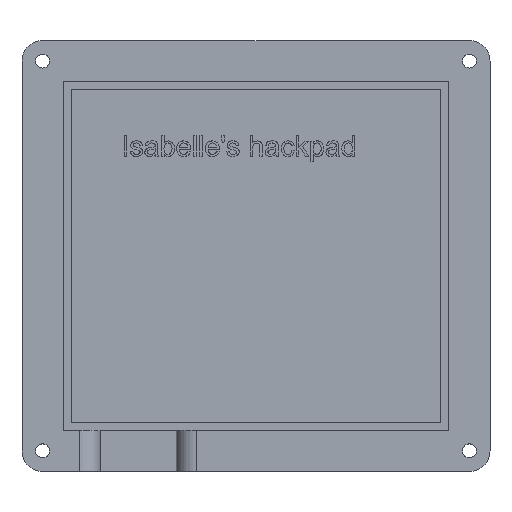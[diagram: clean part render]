
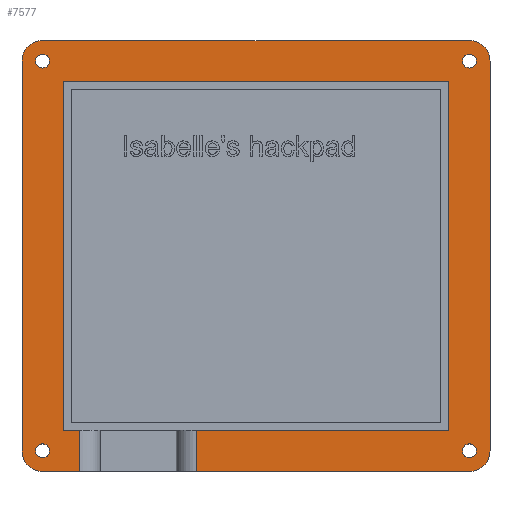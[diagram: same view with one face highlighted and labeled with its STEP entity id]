
A CAD part, top view. The second image highlights one B-rep face of the part: STEP entity #7577.
In plain terms, the highlighted planar face has unit normal (0, 0, 1).
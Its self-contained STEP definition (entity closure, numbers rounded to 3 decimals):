
#848=CIRCLE('',#7734,5.);
#849=CIRCLE('',#7735,5.);
#850=CIRCLE('',#7736,5.);
#851=CIRCLE('',#7737,5.);
#852=CIRCLE('',#7738,1.7);
#853=CIRCLE('',#7739,1.7);
#854=CIRCLE('',#7740,1.7);
#855=CIRCLE('',#7741,1.7);
#899=FACE_BOUND('',#1731,.T.);
#900=FACE_BOUND('',#1732,.T.);
#901=FACE_BOUND('',#1733,.T.);
#902=FACE_BOUND('',#1734,.T.);
#1293=FACE_OUTER_BOUND('',#1730,.T.);
#1730=EDGE_LOOP('',(#6928,#6929,#6930,#6931,#6932,#6933,#6934,#6935,#6936,
#6937,#6938,#6939,#6940,#6941,#6942,#6943));
#1731=EDGE_LOOP('',(#6944));
#1732=EDGE_LOOP('',(#6945));
#1733=EDGE_LOOP('',(#6946));
#1734=EDGE_LOOP('',(#6947));
#1788=LINE('',#8726,#2353);
#1792=LINE('',#8738,#2357);
#1795=LINE('',#8743,#2360);
#2300=LINE('',#15492,#2865);
#2301=LINE('',#15495,#2866);
#2302=LINE('',#15496,#2867);
#2303=LINE('',#15498,#2868);
#2304=LINE('',#15500,#2869);
#2305=LINE('',#15504,#2870);
#2306=LINE('',#15508,#2871);
#2307=LINE('',#15512,#2872);
#2308=LINE('',#15515,#2873);
#2353=VECTOR('',#7818,10.);
#2357=VECTOR('',#7826,10.);
#2360=VECTOR('',#7831,10.);
#2865=VECTOR('',#8544,10.);
#2866=VECTOR('',#8547,10.);
#2867=VECTOR('',#8548,10.);
#2868=VECTOR('',#8549,10.);
#2869=VECTOR('',#8550,10.);
#2870=VECTOR('',#8553,10.);
#2871=VECTOR('',#8556,10.);
#2872=VECTOR('',#8559,10.);
#2873=VECTOR('',#8562,10.);
#2913=VERTEX_POINT('',#8723);
#2914=VERTEX_POINT('',#8725);
#2919=VERTEX_POINT('',#8735);
#2920=VERTEX_POINT('',#8737);
#2921=VERTEX_POINT('',#8741);
#3620=VERTEX_POINT('',#15488);
#3622=VERTEX_POINT('',#15494);
#3623=VERTEX_POINT('',#15497);
#3624=VERTEX_POINT('',#15499);
#3625=VERTEX_POINT('',#15501);
#3626=VERTEX_POINT('',#15503);
#3627=VERTEX_POINT('',#15505);
#3628=VERTEX_POINT('',#15507);
#3629=VERTEX_POINT('',#15509);
#3630=VERTEX_POINT('',#15511);
#3631=VERTEX_POINT('',#15513);
#3632=VERTEX_POINT('',#15516);
#3633=VERTEX_POINT('',#15518);
#3634=VERTEX_POINT('',#15520);
#3635=VERTEX_POINT('',#15522);
#3676=EDGE_CURVE('',#2914,#2913,#1788,.T.);
#3682=EDGE_CURVE('',#2920,#2919,#1792,.T.);
#3685=EDGE_CURVE('',#2913,#2921,#1795,.T.);
#4735=EDGE_CURVE('',#2914,#3620,#2300,.T.);
#4736=EDGE_CURVE('',#2921,#3622,#2301,.T.);
#4737=EDGE_CURVE('',#3622,#2920,#2302,.T.);
#4738=EDGE_CURVE('',#3623,#2919,#2303,.T.);
#4739=EDGE_CURVE('',#3623,#3624,#2304,.T.);
#4740=EDGE_CURVE('',#3625,#3624,#848,.T.);
#4741=EDGE_CURVE('',#3625,#3626,#2305,.T.);
#4742=EDGE_CURVE('',#3627,#3626,#849,.T.);
#4743=EDGE_CURVE('',#3627,#3628,#2306,.T.);
#4744=EDGE_CURVE('',#3629,#3628,#850,.T.);
#4745=EDGE_CURVE('',#3629,#3630,#2307,.T.);
#4746=EDGE_CURVE('',#3631,#3630,#851,.T.);
#4747=EDGE_CURVE('',#3631,#3620,#2308,.T.);
#4748=EDGE_CURVE('',#3632,#3632,#852,.T.);
#4749=EDGE_CURVE('',#3633,#3633,#853,.T.);
#4750=EDGE_CURVE('',#3634,#3634,#854,.T.);
#4751=EDGE_CURVE('',#3635,#3635,#855,.T.);
#6928=ORIENTED_EDGE('',*,*,#4735,.F.);
#6929=ORIENTED_EDGE('',*,*,#3676,.T.);
#6930=ORIENTED_EDGE('',*,*,#3685,.T.);
#6931=ORIENTED_EDGE('',*,*,#4736,.T.);
#6932=ORIENTED_EDGE('',*,*,#4737,.T.);
#6933=ORIENTED_EDGE('',*,*,#3682,.T.);
#6934=ORIENTED_EDGE('',*,*,#4738,.F.);
#6935=ORIENTED_EDGE('',*,*,#4739,.T.);
#6936=ORIENTED_EDGE('',*,*,#4740,.F.);
#6937=ORIENTED_EDGE('',*,*,#4741,.T.);
#6938=ORIENTED_EDGE('',*,*,#4742,.F.);
#6939=ORIENTED_EDGE('',*,*,#4743,.T.);
#6940=ORIENTED_EDGE('',*,*,#4744,.F.);
#6941=ORIENTED_EDGE('',*,*,#4745,.T.);
#6942=ORIENTED_EDGE('',*,*,#4746,.F.);
#6943=ORIENTED_EDGE('',*,*,#4747,.T.);
#6944=ORIENTED_EDGE('',*,*,#4748,.T.);
#6945=ORIENTED_EDGE('',*,*,#4749,.T.);
#6946=ORIENTED_EDGE('',*,*,#4750,.T.);
#6947=ORIENTED_EDGE('',*,*,#4751,.T.);
#7179=PLANE('',#7733);
#7577=ADVANCED_FACE('',(#1293,#899,#900,#901,#902),#7179,.T.);
#7733=AXIS2_PLACEMENT_3D('',#15493,#8545,#8546);
#7734=AXIS2_PLACEMENT_3D('',#15502,#8551,#8552);
#7735=AXIS2_PLACEMENT_3D('',#15506,#8554,#8555);
#7736=AXIS2_PLACEMENT_3D('',#15510,#8557,#8558);
#7737=AXIS2_PLACEMENT_3D('',#15514,#8560,#8561);
#7738=AXIS2_PLACEMENT_3D('',#15517,#8563,#8564);
#7739=AXIS2_PLACEMENT_3D('',#15519,#8565,#8566);
#7740=AXIS2_PLACEMENT_3D('',#15521,#8567,#8568);
#7741=AXIS2_PLACEMENT_3D('',#15523,#8569,#8570);
#7818=DIRECTION('',(-1.,0.,0.));
#7826=DIRECTION('',(-1.,0.,0.));
#7831=DIRECTION('',(0.,1.,0.));
#8544=DIRECTION('',(0.,-1.,0.));
#8545=DIRECTION('center_axis',(0.,0.,1.));
#8546=DIRECTION('ref_axis',(1.,0.,0.));
#8547=DIRECTION('',(1.,0.,0.));
#8548=DIRECTION('',(0.,-1.,0.));
#8549=DIRECTION('',(0.,1.,0.));
#8550=DIRECTION('',(1.,0.,0.));
#8551=DIRECTION('center_axis',(0.,0.,-1.));
#8552=DIRECTION('ref_axis',(0.707,-0.707,0.));
#8553=DIRECTION('',(0.,1.,0.));
#8554=DIRECTION('center_axis',(0.,0.,-1.));
#8555=DIRECTION('ref_axis',(0.707,0.707,0.));
#8556=DIRECTION('',(-1.,0.,0.));
#8557=DIRECTION('center_axis',(0.,0.,-1.));
#8558=DIRECTION('ref_axis',(-0.707,0.707,0.));
#8559=DIRECTION('',(0.,-1.,0.));
#8560=DIRECTION('center_axis',(0.,0.,-1.));
#8561=DIRECTION('ref_axis',(-0.707,-0.707,0.));
#8562=DIRECTION('',(1.,0.,0.));
#8563=DIRECTION('center_axis',(0.,0.,-1.));
#8564=DIRECTION('ref_axis',(1.,0.,0.));
#8565=DIRECTION('center_axis',(0.,0.,-1.));
#8566=DIRECTION('ref_axis',(1.,0.,0.));
#8567=DIRECTION('center_axis',(0.,0.,-1.));
#8568=DIRECTION('ref_axis',(1.,0.,0.));
#8569=DIRECTION('center_axis',(0.,0.,-1.));
#8570=DIRECTION('ref_axis',(1.,0.,0.));
#8723=CARTESIAN_POINT('',(-64.899,-49.118,13.));
#8725=CARTESIAN_POINT('',(-60.88,-49.118,13.));
#8726=CARTESIAN_POINT('',(28.97,-49.118,13.));
#8735=CARTESIAN_POINT('',(-32.38,-49.118,13.));
#8737=CARTESIAN_POINT('',(28.97,-49.118,13.));
#8738=CARTESIAN_POINT('',(28.97,-49.118,13.));
#8741=CARTESIAN_POINT('',(-64.899,35.724,13.));
#8743=CARTESIAN_POINT('',(-64.899,-49.118,13.));
#15488=CARTESIAN_POINT('',(-60.88,-59.118,13.));
#15492=CARTESIAN_POINT('',(-60.88,-9.197,13.));
#15493=CARTESIAN_POINT('Origin',(-69.899,40.724,13.));
#15494=CARTESIAN_POINT('',(28.97,35.724,13.));
#15495=CARTESIAN_POINT('',(-64.899,35.724,13.));
#15496=CARTESIAN_POINT('',(28.97,35.724,13.));
#15497=CARTESIAN_POINT('',(-32.38,-59.118,13.));
#15498=CARTESIAN_POINT('',(-32.38,-4.197,13.));
#15499=CARTESIAN_POINT('',(33.97,-59.118,13.));
#15500=CARTESIAN_POINT('',(38.97,-59.118,13.));
#15501=CARTESIAN_POINT('',(38.97,-54.118,13.));
#15502=CARTESIAN_POINT('Origin',(33.97,-54.118,13.));
#15503=CARTESIAN_POINT('',(38.97,40.724,13.));
#15504=CARTESIAN_POINT('',(38.97,45.724,13.));
#15505=CARTESIAN_POINT('',(33.97,45.724,13.));
#15506=CARTESIAN_POINT('Origin',(33.97,40.724,13.));
#15507=CARTESIAN_POINT('',(-69.899,45.724,13.));
#15508=CARTESIAN_POINT('',(-74.899,45.724,13.));
#15509=CARTESIAN_POINT('',(-74.899,40.724,13.));
#15510=CARTESIAN_POINT('Origin',(-69.899,40.724,13.));
#15511=CARTESIAN_POINT('',(-74.899,-54.118,13.));
#15512=CARTESIAN_POINT('',(-74.899,-59.118,13.));
#15513=CARTESIAN_POINT('',(-69.899,-59.118,13.));
#15514=CARTESIAN_POINT('Origin',(-69.899,-54.118,13.));
#15515=CARTESIAN_POINT('',(38.97,-59.118,13.));
#15516=CARTESIAN_POINT('',(-71.599,40.724,13.));
#15517=CARTESIAN_POINT('Origin',(-69.899,40.724,13.));
#15518=CARTESIAN_POINT('',(32.27,-54.118,13.));
#15519=CARTESIAN_POINT('Origin',(33.97,-54.118,13.));
#15520=CARTESIAN_POINT('',(32.27,40.724,13.));
#15521=CARTESIAN_POINT('Origin',(33.97,40.724,13.));
#15522=CARTESIAN_POINT('',(-71.599,-54.118,13.));
#15523=CARTESIAN_POINT('Origin',(-69.899,-54.118,13.));
